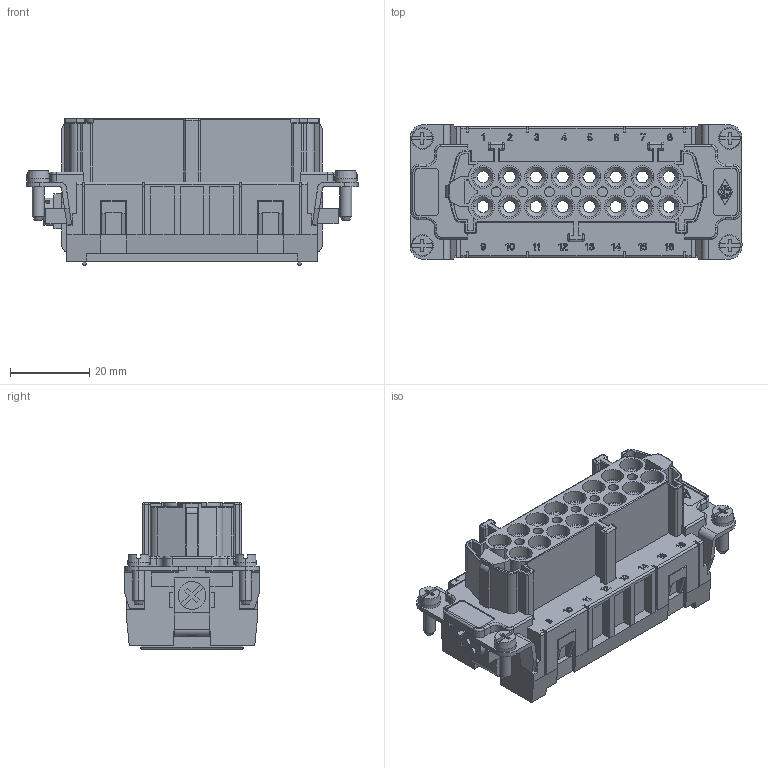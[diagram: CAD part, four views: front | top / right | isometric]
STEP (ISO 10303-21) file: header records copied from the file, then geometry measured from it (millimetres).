
FILE_DESCRIPTION(('Creo Elements/Direct Modeling STEP Export'),'2;1');
FILE_NAME('0ln7uvk5aj4rd2q1164','2021-05-06T 9:45:40',(''),(''),'Creo Elements/Direct Modeling STEP processor for AP214 (Solid Model)','Creo Elements/Direct Modeling 20.1B 02-Apr-2019 (C) Parametric Technology GmbH','');
FILE_SCHEMA(('AUTOMOTIVE_DESIGN { 1 0 10303 214 1 1 1 1 }'));
Length unit declared in the file: millimetre
Products named in the file (2): CCEF_16
Assembly tree (1 placements, depth 2):
  CCEF_16
    CCEF_16
Bounding box: 83.7 x 34 x 37 mm (x, y, z)
Volume: 43298.4 mm3; surface area: 28173.6 mm2
Topology: 1 solids, 1 shells, 1135 faces, 5088 edges, 4093 vertices
Faces by surface type: plane 739, cylinder 317, cone 48, torus 21, sphere 10
Entity records: 55463 total; most frequent: CARTESIAN_POINT 10835, ORIENTED_EDGE 10156, DIRECTION 7325, EDGE_CURVE 5078, VECTOR 4263, LINE 4263, VERTEX_POINT 4093, AXIS2_PLACEMENT_3D 1531
